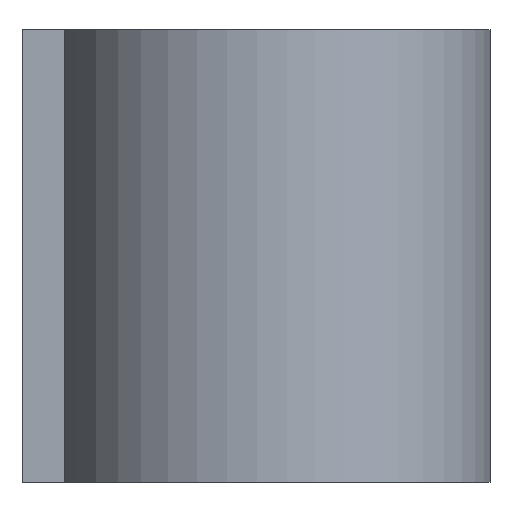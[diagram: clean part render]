
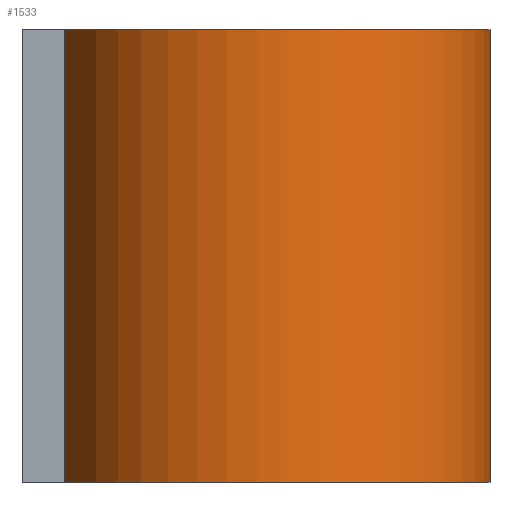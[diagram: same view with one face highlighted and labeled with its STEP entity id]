
A CAD part, front view. The second image highlights one B-rep face of the part: STEP entity #1533.
In plain terms, the highlighted free-form (B-spline) face has degree [2, 1] with [5, 2] control points.
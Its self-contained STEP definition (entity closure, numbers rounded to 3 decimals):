
#1533 = ADVANCED_FACE('',(#1534),#1570,.T.);
#1534 = FACE_BOUND('',#1535,.T.);
#1535 = EDGE_LOOP('',(#1536,#1548,#1555,#1565));
#1536 = ORIENTED_EDGE('',*,*,#1537,.T.);
#1537 = EDGE_CURVE('',#1538,#1540,#1542,.T.);
#1538 = VERTEX_POINT('',#1539);
#1539 = CARTESIAN_POINT('',(-27.008,18.31,
    -46.376));
#1540 = VERTEX_POINT('',#1541);
#1541 = CARTESIAN_POINT('',(32.955,26.39,
    -46.376));
#1542 = ( BOUNDED_CURVE() B_SPLINE_CURVE(2,(#1543,#1544,#1545,#1546,
#1547),.UNSPECIFIED.,.F.,.F.) B_SPLINE_CURVE_WITH_KNOTS((3,2,3),(
    3.409,4.846,6.283),
.PIECEWISE_BEZIER_KNOTS.) CURVE() GEOMETRIC_REPRESENTATION_ITEM() 
RATIONAL_B_SPLINE_CURVE((1.,0.753,1.,0.753,1.)) 
REPRESENTATION_ITEM('') );
#1543 = CARTESIAN_POINT('',(-27.008,18.31,
    -46.376));
#1544 = CARTESIAN_POINT('',(-19.943,-7.426,
    -46.376));
#1545 = CARTESIAN_POINT('',(6.506,-3.862,
    -46.376));
#1546 = CARTESIAN_POINT('',(32.955,-0.298,
    -46.376));
#1547 = CARTESIAN_POINT('',(32.955,26.39,
    -46.376));
#1548 = ORIENTED_EDGE('',*,*,#1549,.T.);
#1549 = EDGE_CURVE('',#1540,#1550,#1552,.T.);
#1550 = VERTEX_POINT('',#1551);
#1551 = CARTESIAN_POINT('',(32.955,26.39,
    17.37));
#1552 = B_SPLINE_CURVE_WITH_KNOTS('',1,(#1553,#1554),.UNSPECIFIED.,.F.,
  .F.,(2,2),(0.,71.),.PIECEWISE_BEZIER_KNOTS.);
#1553 = CARTESIAN_POINT('',(32.955,26.39,
    -46.376));
#1554 = CARTESIAN_POINT('',(32.955,26.39,
    17.37));
#1555 = ORIENTED_EDGE('',*,*,#1556,.F.);
#1556 = EDGE_CURVE('',#1557,#1550,#1559,.T.);
#1557 = VERTEX_POINT('',#1558);
#1558 = CARTESIAN_POINT('',(-27.008,18.31,
    17.37));
#1559 = ( BOUNDED_CURVE() B_SPLINE_CURVE(2,(#1560,#1561,#1562,#1563,
#1564),.UNSPECIFIED.,.F.,.F.) B_SPLINE_CURVE_WITH_KNOTS((3,2,3),(
    3.409,4.846,6.283),
.PIECEWISE_BEZIER_KNOTS.) CURVE() GEOMETRIC_REPRESENTATION_ITEM() 
RATIONAL_B_SPLINE_CURVE((1.,0.753,1.,0.753,1.)) 
REPRESENTATION_ITEM('') );
#1560 = CARTESIAN_POINT('',(-27.008,18.31,
    17.37));
#1561 = CARTESIAN_POINT('',(-19.943,-7.426,
    17.37));
#1562 = CARTESIAN_POINT('',(6.506,-3.862,
    17.37));
#1563 = CARTESIAN_POINT('',(32.955,-0.298,
    17.37));
#1564 = CARTESIAN_POINT('',(32.955,26.39,
    17.37));
#1565 = ORIENTED_EDGE('',*,*,#1566,.F.);
#1566 = EDGE_CURVE('',#1538,#1557,#1567,.T.);
#1567 = B_SPLINE_CURVE_WITH_KNOTS('',1,(#1568,#1569),.UNSPECIFIED.,.F.,
  .F.,(2,2),(0.,71.),.PIECEWISE_BEZIER_KNOTS.);
#1568 = CARTESIAN_POINT('',(-27.008,18.31,
    -46.376));
#1569 = CARTESIAN_POINT('',(-27.008,18.31,
    17.37));
#1570 = ( BOUNDED_SURFACE() B_SPLINE_SURFACE(2,1,(
    (#1571,#1572)
    ,(#1573,#1574)
    ,(#1575,#1576)
    ,(#1577,#1578)
    ,(#1579,#1580
)),.UNSPECIFIED.,.F.,.F.,.F.) B_SPLINE_SURFACE_WITH_KNOTS((3,2,3),(2,2),
  (3.409,4.846,6.283),(0.,71.),
.PIECEWISE_BEZIER_KNOTS.) GEOMETRIC_REPRESENTATION_ITEM() 
RATIONAL_B_SPLINE_SURFACE((
    (1.,1.)
    ,(0.753,0.753)
    ,(1.,1.)
    ,(0.753,0.753)
,(1.,1.))) REPRESENTATION_ITEM('') SURFACE() );
#1571 = CARTESIAN_POINT('',(-27.008,18.31,
    -46.376));
#1572 = CARTESIAN_POINT('',(-27.008,18.31,
    17.37));
#1573 = CARTESIAN_POINT('',(-19.943,-7.426,
    -46.376));
#1574 = CARTESIAN_POINT('',(-19.943,-7.426,
    17.37));
#1575 = CARTESIAN_POINT('',(6.506,-3.862,
    -46.376));
#1576 = CARTESIAN_POINT('',(6.506,-3.862,
    17.37));
#1577 = CARTESIAN_POINT('',(32.955,-0.298,
    -46.376));
#1578 = CARTESIAN_POINT('',(32.955,-0.298,
    17.37));
#1579 = CARTESIAN_POINT('',(32.955,26.39,
    -46.376));
#1580 = CARTESIAN_POINT('',(32.955,26.39,
    17.37));
